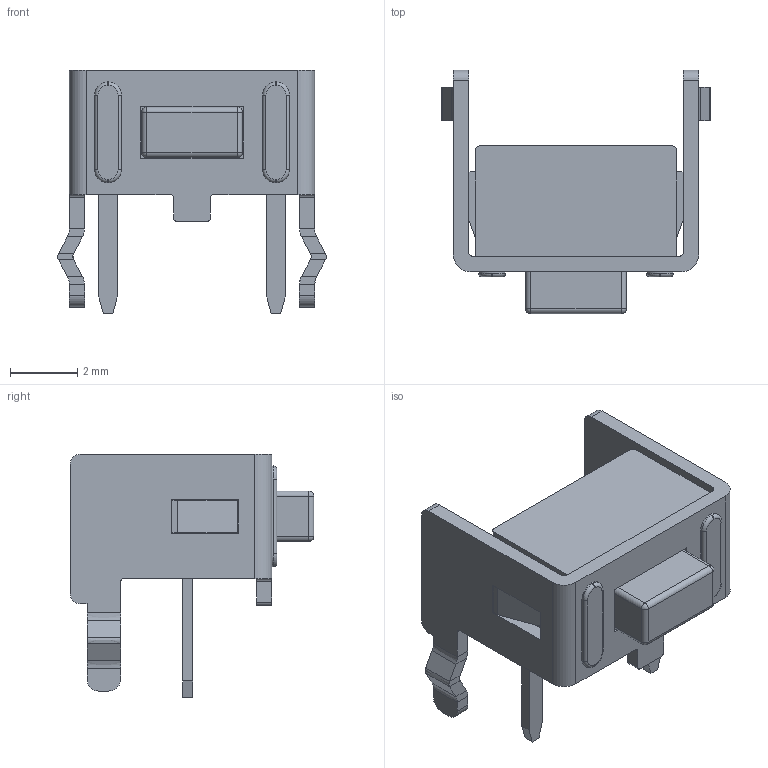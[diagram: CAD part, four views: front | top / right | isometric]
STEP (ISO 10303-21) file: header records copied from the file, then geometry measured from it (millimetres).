
FILE_DESCRIPTION (( 'STEP AP214' ), '1' );
FILE_NAME ('TSW DIP-3x6x5_V.STEP', '2016-08-06T09:45:16', ( '' ), ( '' ), 'SwSTEP 2.0', 'SolidWorks 2015', '' );
FILE_SCHEMA (( 'AUTOMOTIVE_DESIGN' ));
Length unit declared in the file: millimetre
Products named in the file (3): TSW DIP-3x6x5_V; LOGOԲ
Assembly tree (2 placements, depth 2):
  TSW DIP-3x6x5_V
    LOGOԲ
    TSW DIP-3x6x5_V
Bounding box: 7.99 x 7.25 x 7.25 mm (x, y, z)
Volume: 109 mm3; surface area: 275.6 mm2
Topology: 15 solids, 15 shells, 294 faces, 693 edges, 434 vertices
Faces by surface type: plane 177, cylinder 64, bspline 41, torus 8, sphere 4
Entity records: 12373 total; most frequent: CARTESIAN_POINT 2379, ORIENTED_EDGE 1378, DIRECTION 1259, EDGE_CURVE 689, LINE 471, VECTOR 471, VERTEX_POINT 434, AXIS2_PLACEMENT_3D 394
